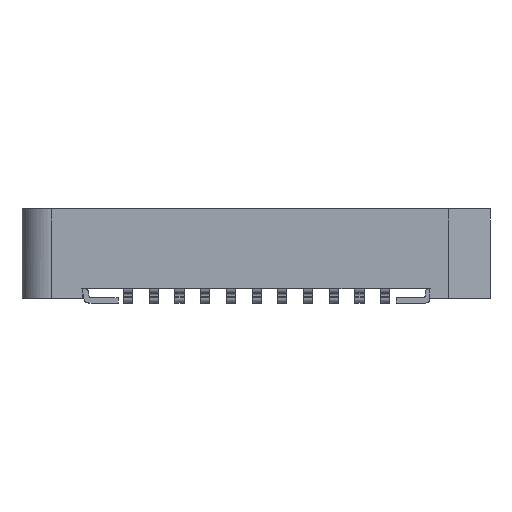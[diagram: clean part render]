
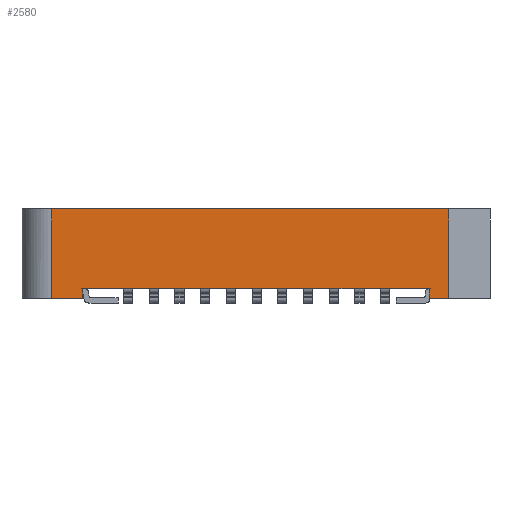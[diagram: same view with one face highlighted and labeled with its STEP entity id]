
A CAD part, front view. The second image highlights one B-rep face of the part: STEP entity #2580.
In plain terms, the highlighted planar face has unit normal (0, -1, 0).
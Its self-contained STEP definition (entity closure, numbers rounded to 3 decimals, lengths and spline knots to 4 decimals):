
#1154=PLANE('',#28125);
#2580=ADVANCED_FACE('',(#4433),#1154,.T.);
#4433=FACE_OUTER_BOUND('',#5918,.T.);
#5918=EDGE_LOOP('',(#14817,#14818,#14819,#14820,#14821,#14822,#14823,#14824));
#14817=ORIENTED_EDGE('',*,*,#22244,.T.);
#14818=ORIENTED_EDGE('',*,*,#22245,.T.);
#14819=ORIENTED_EDGE('',*,*,#22229,.T.);
#14820=ORIENTED_EDGE('',*,*,#22233,.T.);
#14821=ORIENTED_EDGE('',*,*,#22235,.T.);
#14822=ORIENTED_EDGE('',*,*,#22237,.T.);
#14823=ORIENTED_EDGE('',*,*,#22239,.T.);
#14824=ORIENTED_EDGE('',*,*,#22241,.T.);
#17785=VERTEX_POINT('',#53102);
#17786=VERTEX_POINT('',#53107);
#17787=VERTEX_POINT('',#53121);
#17788=VERTEX_POINT('',#53131);
#17789=VERTEX_POINT('',#53141);
#17790=VERTEX_POINT('',#53151);
#17791=VERTEX_POINT('',#53165);
#17792=VERTEX_POINT('',#53175);
#22229=EDGE_CURVE('',#17786,#17785,#26682,.T.);
#22233=EDGE_CURVE('',#17785,#17787,#26686,.T.);
#22235=EDGE_CURVE('',#17787,#17788,#26688,.T.);
#22237=EDGE_CURVE('',#17788,#17789,#26690,.T.);
#22239=EDGE_CURVE('',#17789,#17790,#26692,.T.);
#22241=EDGE_CURVE('',#17790,#17791,#26694,.T.);
#22244=EDGE_CURVE('',#17791,#17792,#26697,.T.);
#22245=EDGE_CURVE('',#17792,#17786,#26698,.T.);
#26682=B_SPLINE_CURVE_WITH_KNOTS('',3,(#53103,#53104,#53105,#53106),.UNSPECIFIED.,
.F.,.F.,(4,4),(0.,1.),.UNSPECIFIED.);
#26686=B_SPLINE_CURVE_WITH_KNOTS('',3,(#53122,#53123,#53124,#53125),.UNSPECIFIED.,
.F.,.F.,(4,4),(0.,1.),.UNSPECIFIED.);
#26688=B_SPLINE_CURVE_WITH_KNOTS('',3,(#53132,#53133,#53134,#53135),.UNSPECIFIED.,
.F.,.F.,(4,4),(0.,1.),.UNSPECIFIED.);
#26690=B_SPLINE_CURVE_WITH_KNOTS('',3,(#53142,#53143,#53144,#53145),.UNSPECIFIED.,
.F.,.F.,(4,4),(0.,1.),.UNSPECIFIED.);
#26692=B_SPLINE_CURVE_WITH_KNOTS('',3,(#53152,#53153,#53154,#53155),.UNSPECIFIED.,
.F.,.F.,(4,4),(0.,1.),.UNSPECIFIED.);
#26694=B_SPLINE_CURVE_WITH_KNOTS('',3,(#53161,#53162,#53163,#53164),.UNSPECIFIED.,
.F.,.F.,(4,4),(0.,1.),.UNSPECIFIED.);
#26697=B_SPLINE_CURVE_WITH_KNOTS('',3,(#53176,#53177,#53178,#53179),.UNSPECIFIED.,
.F.,.F.,(4,4),(0.,1.),.UNSPECIFIED.);
#26698=B_SPLINE_CURVE_WITH_KNOTS('',3,(#53181,#53182,#53183,#53184),.UNSPECIFIED.,
.F.,.F.,(4,4),(0.,1.),.UNSPECIFIED.);
#28125=AXIS2_PLACEMENT_3D('',#53186,#30978,#30979);
#30978=DIRECTION('',(0.,-1.,0.));
#30979=DIRECTION('',(0.,0.,-1.));
#53102=CARTESIAN_POINT('',(0.7966,0.14,0.119));
#53103=CARTESIAN_POINT('',(0.1229,0.14,0.119));
#53104=CARTESIAN_POINT('',(0.3475,0.14,0.119));
#53105=CARTESIAN_POINT('',(0.572,0.14,0.119));
#53106=CARTESIAN_POINT('',(0.7966,0.14,0.119));
#53107=CARTESIAN_POINT('',(0.1229,0.14,0.119));
#53121=CARTESIAN_POINT('',(0.7966,0.14,0.1));
#53122=CARTESIAN_POINT('',(0.7966,0.14,0.119));
#53123=CARTESIAN_POINT('',(0.7966,0.14,0.1127));
#53124=CARTESIAN_POINT('',(0.7966,0.14,0.1063));
#53125=CARTESIAN_POINT('',(0.7966,0.14,0.1));
#53131=CARTESIAN_POINT('',(0.835,0.14,0.1));
#53132=CARTESIAN_POINT('',(0.7966,0.14,0.1));
#53133=CARTESIAN_POINT('',(0.8094,0.14,0.1));
#53134=CARTESIAN_POINT('',(0.8222,0.14,0.1));
#53135=CARTESIAN_POINT('',(0.835,0.14,0.1));
#53141=CARTESIAN_POINT('',(0.835,0.14,0.274));
#53142=CARTESIAN_POINT('',(0.835,0.14,0.1));
#53143=CARTESIAN_POINT('',(0.835,0.14,0.158));
#53144=CARTESIAN_POINT('',(0.835,0.14,0.216));
#53145=CARTESIAN_POINT('',(0.835,0.14,0.274));
#53151=CARTESIAN_POINT('',(0.0632,0.14,0.274));
#53152=CARTESIAN_POINT('',(0.835,0.14,0.274));
#53153=CARTESIAN_POINT('',(0.5777,0.14,0.274));
#53154=CARTESIAN_POINT('',(0.3205,0.14,0.274));
#53155=CARTESIAN_POINT('',(0.0632,0.14,0.274));
#53161=CARTESIAN_POINT('',(0.0632,0.14,0.274));
#53162=CARTESIAN_POINT('',(0.0632,0.14,0.216));
#53163=CARTESIAN_POINT('',(0.0632,0.14,0.158));
#53164=CARTESIAN_POINT('',(0.0632,0.14,0.1));
#53165=CARTESIAN_POINT('',(0.0632,0.14,0.1));
#53175=CARTESIAN_POINT('',(0.1229,0.14,0.1));
#53176=CARTESIAN_POINT('',(0.0632,0.14,0.1));
#53177=CARTESIAN_POINT('',(0.0831,0.14,0.1));
#53178=CARTESIAN_POINT('',(0.103,0.14,0.1));
#53179=CARTESIAN_POINT('',(0.1229,0.14,0.1));
#53181=CARTESIAN_POINT('',(0.1229,0.14,0.1));
#53182=CARTESIAN_POINT('',(0.1229,0.14,0.1063));
#53183=CARTESIAN_POINT('',(0.1229,0.14,0.1127));
#53184=CARTESIAN_POINT('',(0.1229,0.14,0.119));
#53186=CARTESIAN_POINT('',(-0.3227,0.14,0.361));
